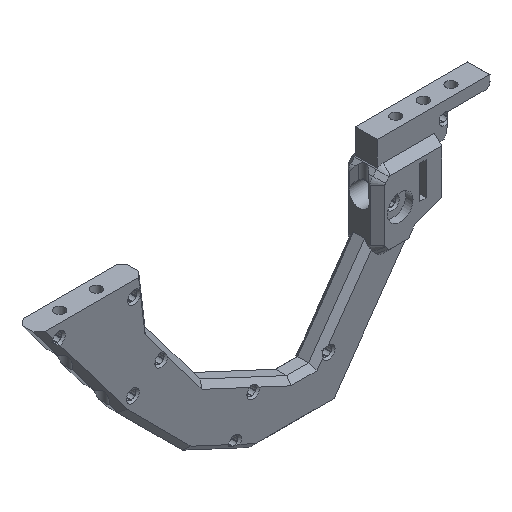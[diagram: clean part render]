
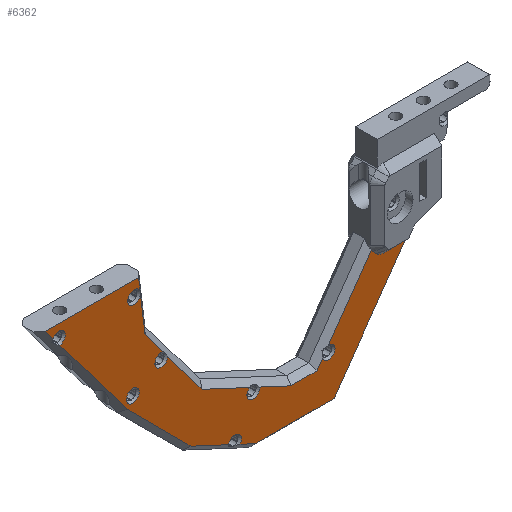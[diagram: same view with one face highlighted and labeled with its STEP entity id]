
A CAD part, isometric view. The second image highlights one B-rep face of the part: STEP entity #6362.
In plain terms, the highlighted planar face has unit normal (0, -1, 0).
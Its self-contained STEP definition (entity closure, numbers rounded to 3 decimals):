
#431=PLANE('',#6914);
#495=FACE_BOUND('',#1086,.T.);
#748=FACE_OUTER_BOUND('',#1085,.T.);
#1085=EDGE_LOOP('',(#5378,#5379,#5380,#5381,#5382,#5383,#5384,#5385,#5386,
#5387,#5388,#5389,#5390,#5391,#5392,#5393,#5394,#5395,#5396,#5397,#5398,
#5399,#5400,#5401,#5402,#5403,#5404,#5405));
#1086=EDGE_LOOP('',(#5406));
#1384=LINE('',#9648,#1861);
#1390=LINE('',#9664,#1867);
#1525=LINE('',#10801,#2002);
#1528=LINE('',#10812,#2005);
#1539=LINE('',#10844,#2016);
#1587=LINE('',#10976,#2064);
#1588=LINE('',#10978,#2065);
#1589=LINE('',#10980,#2066);
#1590=LINE('',#10981,#2067);
#1591=LINE('',#10983,#2068);
#1592=LINE('',#10985,#2069);
#1593=LINE('',#10989,#2070);
#1594=LINE('',#10991,#2071);
#1595=LINE('',#10995,#2072);
#1596=LINE('',#10996,#2073);
#1597=LINE('',#10998,#2074);
#1598=LINE('',#11000,#2075);
#1599=LINE('',#11004,#2076);
#1600=LINE('',#11005,#2077);
#1861=VECTOR('',#7522,10.);
#1867=VECTOR('',#7532,10.);
#2002=VECTOR('',#8133,10.);
#2005=VECTOR('',#8144,10.);
#2016=VECTOR('',#8181,10.);
#2064=VECTOR('',#8315,10.);
#2065=VECTOR('',#8316,10.);
#2066=VECTOR('',#8317,10.);
#2067=VECTOR('',#8318,10.);
#2068=VECTOR('',#8319,10.);
#2069=VECTOR('',#8320,10.);
#2070=VECTOR('',#8323,10.);
#2071=VECTOR('',#8324,10.);
#2072=VECTOR('',#8327,10.);
#2073=VECTOR('',#8328,10.);
#2074=VECTOR('',#8329,10.);
#2075=VECTOR('',#8330,10.);
#2076=VECTOR('',#8333,10.);
#2077=VECTOR('',#8334,10.);
#2234=CIRCLE('',#6624,3.5);
#2304=CIRCLE('',#6793,3.5);
#2305=CIRCLE('',#6794,3.5);
#2317=CIRCLE('',#6825,3.5);
#2335=CIRCLE('',#6856,5.);
#2338=CIRCLE('',#6861,5.);
#2358=CIRCLE('',#6915,3.5);
#2359=CIRCLE('',#6916,3.5);
#2360=CIRCLE('',#6917,3.5);
#2361=CIRCLE('',#6918,3.5);
#2654=VERTEX_POINT('',#9643);
#2655=VERTEX_POINT('',#9647);
#2662=VERTEX_POINT('',#9661);
#2663=VERTEX_POINT('',#9663);
#2868=VERTEX_POINT('',#10503);
#2869=VERTEX_POINT('',#10505);
#2870=VERTEX_POINT('',#10507);
#2910=VERTEX_POINT('',#10672);
#2911=VERTEX_POINT('',#10676);
#2919=VERTEX_POINT('',#10794);
#2922=VERTEX_POINT('',#10799);
#2924=VERTEX_POINT('',#10804);
#2926=VERTEX_POINT('',#10810);
#2928=VERTEX_POINT('',#10817);
#2934=VERTEX_POINT('',#10843);
#2976=VERTEX_POINT('',#10977);
#2977=VERTEX_POINT('',#10979);
#2978=VERTEX_POINT('',#10982);
#2979=VERTEX_POINT('',#10984);
#2980=VERTEX_POINT('',#10986);
#2981=VERTEX_POINT('',#10988);
#2982=VERTEX_POINT('',#10990);
#2983=VERTEX_POINT('',#10992);
#2984=VERTEX_POINT('',#10994);
#2985=VERTEX_POINT('',#10997);
#2986=VERTEX_POINT('',#10999);
#2987=VERTEX_POINT('',#11001);
#2988=VERTEX_POINT('',#11003);
#2989=VERTEX_POINT('',#11006);
#3385=EDGE_CURVE('',#2654,#2655,#1384,.T.);
#3393=EDGE_CURVE('',#2662,#2663,#1390,.T.);
#3396=EDGE_CURVE('',#2663,#2654,#2234,.T.);
#3697=EDGE_CURVE('',#2868,#2869,#2304,.T.);
#3699=EDGE_CURVE('',#2870,#2868,#2305,.T.);
#3755=EDGE_CURVE('',#2910,#2911,#2317,.T.);
#3784=EDGE_CURVE('',#2919,#2922,#1525,.T.);
#3786=EDGE_CURVE('',#2924,#2922,#2335,.F.);
#3789=EDGE_CURVE('',#2926,#2924,#1528,.F.);
#3793=EDGE_CURVE('',#2928,#2926,#2338,.F.);
#3806=EDGE_CURVE('',#2919,#2934,#1539,.T.);
#3873=EDGE_CURVE('',#2928,#2911,#1587,.T.);
#3874=EDGE_CURVE('',#2976,#2910,#1588,.T.);
#3875=EDGE_CURVE('',#2977,#2976,#1589,.T.);
#3876=EDGE_CURVE('',#2869,#2977,#1590,.T.);
#3877=EDGE_CURVE('',#2978,#2870,#1591,.T.);
#3878=EDGE_CURVE('',#2979,#2978,#1592,.T.);
#3879=EDGE_CURVE('',#2980,#2979,#2358,.T.);
#3880=EDGE_CURVE('',#2981,#2980,#1593,.T.);
#3881=EDGE_CURVE('',#2982,#2981,#1594,.T.);
#3882=EDGE_CURVE('',#2983,#2982,#2359,.T.);
#3883=EDGE_CURVE('',#2984,#2983,#1595,.T.);
#3884=EDGE_CURVE('',#2655,#2984,#1596,.T.);
#3885=EDGE_CURVE('',#2985,#2662,#1597,.T.);
#3886=EDGE_CURVE('',#2986,#2985,#1598,.T.);
#3887=EDGE_CURVE('',#2987,#2986,#2360,.T.);
#3888=EDGE_CURVE('',#2988,#2987,#1599,.T.);
#3889=EDGE_CURVE('',#2934,#2988,#1600,.T.);
#3890=EDGE_CURVE('',#2989,#2989,#2361,.T.);
#5378=ORIENTED_EDGE('',*,*,#3784,.T.);
#5379=ORIENTED_EDGE('',*,*,#3786,.F.);
#5380=ORIENTED_EDGE('',*,*,#3789,.F.);
#5381=ORIENTED_EDGE('',*,*,#3793,.F.);
#5382=ORIENTED_EDGE('',*,*,#3873,.T.);
#5383=ORIENTED_EDGE('',*,*,#3755,.F.);
#5384=ORIENTED_EDGE('',*,*,#3874,.F.);
#5385=ORIENTED_EDGE('',*,*,#3875,.F.);
#5386=ORIENTED_EDGE('',*,*,#3876,.F.);
#5387=ORIENTED_EDGE('',*,*,#3697,.F.);
#5388=ORIENTED_EDGE('',*,*,#3699,.F.);
#5389=ORIENTED_EDGE('',*,*,#3877,.F.);
#5390=ORIENTED_EDGE('',*,*,#3878,.F.);
#5391=ORIENTED_EDGE('',*,*,#3879,.F.);
#5392=ORIENTED_EDGE('',*,*,#3880,.F.);
#5393=ORIENTED_EDGE('',*,*,#3881,.F.);
#5394=ORIENTED_EDGE('',*,*,#3882,.F.);
#5395=ORIENTED_EDGE('',*,*,#3883,.F.);
#5396=ORIENTED_EDGE('',*,*,#3884,.F.);
#5397=ORIENTED_EDGE('',*,*,#3385,.F.);
#5398=ORIENTED_EDGE('',*,*,#3396,.F.);
#5399=ORIENTED_EDGE('',*,*,#3393,.F.);
#5400=ORIENTED_EDGE('',*,*,#3885,.F.);
#5401=ORIENTED_EDGE('',*,*,#3886,.F.);
#5402=ORIENTED_EDGE('',*,*,#3887,.F.);
#5403=ORIENTED_EDGE('',*,*,#3888,.F.);
#5404=ORIENTED_EDGE('',*,*,#3889,.F.);
#5405=ORIENTED_EDGE('',*,*,#3806,.F.);
#5406=ORIENTED_EDGE('',*,*,#3890,.F.);
#6362=ADVANCED_FACE('',(#748,#495),#431,.T.);
#6624=AXIS2_PLACEMENT_3D('',#9670,#7537,#7538);
#6793=AXIS2_PLACEMENT_3D('',#10506,#7982,#7983);
#6794=AXIS2_PLACEMENT_3D('',#10511,#7984,#7985);
#6825=AXIS2_PLACEMENT_3D('',#10677,#8065,#8066);
#6856=AXIS2_PLACEMENT_3D('',#10806,#8137,#8138);
#6861=AXIS2_PLACEMENT_3D('',#10819,#8151,#8152);
#6914=AXIS2_PLACEMENT_3D('',#10975,#8313,#8314);
#6915=AXIS2_PLACEMENT_3D('',#10987,#8321,#8322);
#6916=AXIS2_PLACEMENT_3D('',#10993,#8325,#8326);
#6917=AXIS2_PLACEMENT_3D('',#11002,#8331,#8332);
#6918=AXIS2_PLACEMENT_3D('',#11007,#8335,#8336);
#7522=DIRECTION('',(-0.602,0.,0.799));
#7532=DIRECTION('',(-0.602,0.,0.799));
#7537=DIRECTION('center_axis',(0.,-1.,0.));
#7538=DIRECTION('ref_axis',(1.,0.,0.));
#7982=DIRECTION('center_axis',(0.,-1.,0.));
#7983=DIRECTION('ref_axis',(-1.,0.,0.));
#7984=DIRECTION('center_axis',(0.,-1.,0.));
#7985=DIRECTION('ref_axis',(-1.,0.,0.));
#8065=DIRECTION('center_axis',(0.,-1.,0.));
#8066=DIRECTION('ref_axis',(1.,0.,0.));
#8133=DIRECTION('',(-1.,0.,0.));
#8137=DIRECTION('center_axis',(0.,1.,0.));
#8138=DIRECTION('ref_axis',(-0.383,0.,-0.924));
#8144=DIRECTION('',(-0.707,0.,0.707));
#8151=DIRECTION('center_axis',(0.,1.,0.));
#8152=DIRECTION('ref_axis',(-0.924,0.,-0.383));
#8181=DIRECTION('',(-0.574,0.,-0.819));
#8313=DIRECTION('center_axis',(0.,-1.,0.));
#8314=DIRECTION('ref_axis',(0.,0.,-1.));
#8315=DIRECTION('',(-0.574,0.,-0.819));
#8316=DIRECTION('',(0.574,0.,0.819));
#8317=DIRECTION('',(1.,0.,0.));
#8318=DIRECTION('',(0.906,0.,-0.423));
#8319=DIRECTION('',(0.906,0.,-0.423));
#8320=DIRECTION('',(0.602,0.,-0.799));
#8321=DIRECTION('center_axis',(0.,-1.,0.));
#8322=DIRECTION('ref_axis',(-1.,0.,0.));
#8323=DIRECTION('',(0.602,0.,-0.799));
#8324=DIRECTION('',(0.122,0.,-0.993));
#8325=DIRECTION('center_axis',(0.,-1.,0.));
#8326=DIRECTION('ref_axis',(-1.,0.,0.));
#8327=DIRECTION('',(0.122,0.,-0.993));
#8328=DIRECTION('',(1.,0.,0.));
#8329=DIRECTION('',(-0.707,0.,0.707));
#8330=DIRECTION('',(-0.906,0.,0.423));
#8331=DIRECTION('center_axis',(0.,-1.,0.));
#8332=DIRECTION('ref_axis',(1.,0.,0.));
#8333=DIRECTION('',(-0.906,0.,0.423));
#8334=DIRECTION('',(-1.,0.,0.));
#8335=DIRECTION('center_axis',(0.,-1.,0.));
#8336=DIRECTION('ref_axis',(-1.,0.,0.));
#9643=CARTESIAN_POINT('',(1236.767,-6.,564.487));
#9647=CARTESIAN_POINT('',(1232.612,-6.,570.));
#9648=CARTESIAN_POINT('',(1265.295,-6.,526.628));
#9661=CARTESIAN_POINT('',(1277.11,-6.,510.949));
#9663=CARTESIAN_POINT('',(1240.541,-6.,559.478));
#9664=CARTESIAN_POINT('',(1265.295,-6.,526.628));
#9670=CARTESIAN_POINT('Origin',(1239.896,-6.,562.919));
#10503=CARTESIAN_POINT('',(1349.392,-6.,484.914));
#10505=CARTESIAN_POINT('',(1349.372,-6.,485.293));
#10506=CARTESIAN_POINT('Origin',(1345.892,-6.,484.914));
#10507=CARTESIAN_POINT('',(1343.946,-6.,487.823));
#10511=CARTESIAN_POINT('Origin',(1345.892,-6.,484.914));
#10672=CARTESIAN_POINT('',(1383.605,-6.,481.709));
#10676=CARTESIAN_POINT('',(1386.899,-6.,486.412));
#10677=CARTESIAN_POINT('Origin',(1386.892,-6.,482.912));
#10794=CARTESIAN_POINT('',(1428.505,-6.,514.87));
#10799=CARTESIAN_POINT('',(1416.578,-6.,514.87));
#10801=CARTESIAN_POINT('',(1385.093,-6.,514.87));
#10804=CARTESIAN_POINT('',(1413.042,-6.,516.334));
#10806=CARTESIAN_POINT('Origin',(1416.578,-6.,519.87));
#10810=CARTESIAN_POINT('',(1410.971,-6.,518.405));
#10812=CARTESIAN_POINT('',(1395.428,-6.,533.948));
#10817=CARTESIAN_POINT('',(1410.11,-6.,519.561));
#10819=CARTESIAN_POINT('Origin',(1414.507,-6.,521.941));
#10843=CARTESIAN_POINT('',(1389.886,-6.,459.716));
#10844=CARTESIAN_POINT('',(1394.111,-6.,465.749));
#10975=CARTESIAN_POINT('Origin',(1341.681,-6.,513.358));
#10976=CARTESIAN_POINT('',(1392.484,-6.,494.389));
#10977=CARTESIAN_POINT('',(1380.576,-6.,477.383));
#10978=CARTESIAN_POINT('',(1400.285,-6.,505.529));
#10979=CARTESIAN_POINT('',(1366.335,-6.,477.383));
#10980=CARTESIAN_POINT('',(1360.348,-6.,477.383));
#10981=CARTESIAN_POINT('',(1349.019,-6.,485.457));
#10982=CARTESIAN_POINT('',(1317.926,-6.,499.956));
#10983=CARTESIAN_POINT('',(1349.019,-6.,485.457));
#10984=CARTESIAN_POINT('',(1299.23,-6.,524.767));
#10985=CARTESIAN_POINT('',(1318.782,-6.,498.82));
#10986=CARTESIAN_POINT('',(1296.541,-6.,528.335));
#10987=CARTESIAN_POINT('Origin',(1295.734,-6.,524.93));
#10988=CARTESIAN_POINT('',(1286.902,-6.,541.127));
#10989=CARTESIAN_POINT('',(1318.782,-6.,498.82));
#10990=CARTESIAN_POINT('',(1284.384,-6.,561.632));
#10991=CARTESIAN_POINT('',(1288.939,-6.,524.535));
#10992=CARTESIAN_POINT('',(1284.211,-6.,563.037));
#10993=CARTESIAN_POINT('Origin',(1280.896,-6.,561.917));
#10994=CARTESIAN_POINT('',(1283.356,-6.,570.));
#10995=CARTESIAN_POINT('',(1288.939,-6.,524.535));
#10996=CARTESIAN_POINT('',(1314.03,-6.,570.));
#10997=CARTESIAN_POINT('',(1311.943,-6.,476.116));
#10998=CARTESIAN_POINT('',(1292.576,-6.,495.483));
#10999=CARTESIAN_POINT('',(1332.45,-6.,466.554));
#11000=CARTESIAN_POINT('',(1316.784,-6.,473.859));
#11001=CARTESIAN_POINT('',(1338.593,-6.,463.689));
#11002=CARTESIAN_POINT('Origin',(1335.891,-6.,465.914));
#11003=CARTESIAN_POINT('',(1347.113,-6.,459.716));
#11004=CARTESIAN_POINT('',(1316.784,-6.,473.859));
#11005=CARTESIAN_POINT('',(1344.065,-6.,459.716));
#11006=CARTESIAN_POINT('',(1283.675,-6.,515.724));
#11007=CARTESIAN_POINT('Origin',(1280.175,-6.,515.724));
